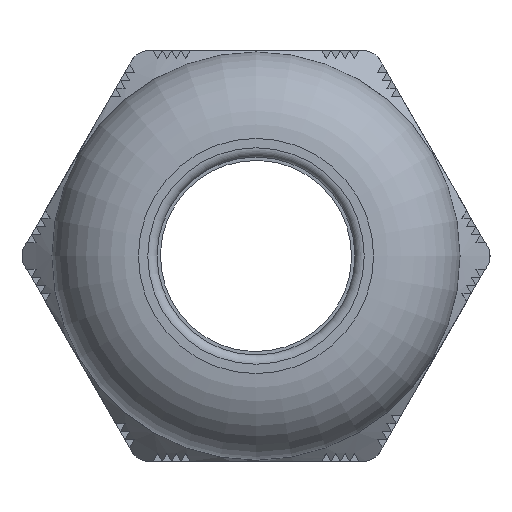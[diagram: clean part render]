
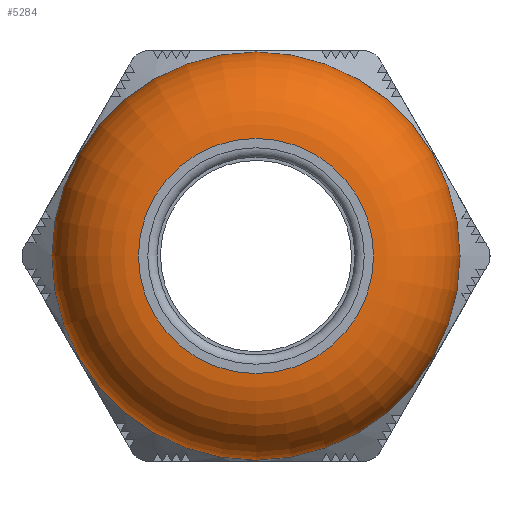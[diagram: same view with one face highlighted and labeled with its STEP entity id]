
A CAD part, left-side view. The second image highlights one B-rep face of the part: STEP entity #5284.
In plain terms, the highlighted toroidal (fillet/blend) face has major radius 6.173 mm and minor radius 4.762 mm.
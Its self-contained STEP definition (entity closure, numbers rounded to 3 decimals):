
#1349=FACE_BOUND('',#1828,.T.);
#1525=FACE_OUTER_BOUND('',#1827,.T.);
#1827=EDGE_LOOP('',(#4374));
#1828=EDGE_LOOP('',(#4375));
#2007=CIRCLE('',#5490,6.3);
#2058=CIRCLE('',#5677,10.935);
#2212=VERTEX_POINT('',#8749);
#2476=VERTEX_POINT('',#10156);
#2757=EDGE_CURVE('',#2212,#2212,#2007,.T.);
#3153=EDGE_CURVE('',#2476,#2476,#2058,.T.);
#4374=ORIENTED_EDGE('',*,*,#3153,.F.);
#4375=ORIENTED_EDGE('',*,*,#2757,.T.);
#5116=TOROIDAL_SURFACE('',#5676,6.173,4.762);
#5284=ADVANCED_FACE('',(#1525,#1349),#5116,.T.);
#5490=AXIS2_PLACEMENT_3D('',#8750,#5987,#5988);
#5676=AXIS2_PLACEMENT_3D('',#10155,#6613,#6614);
#5677=AXIS2_PLACEMENT_3D('',#10157,#6615,#6616);
#5987=DIRECTION('center_axis',(1.,0.,0.));
#5988=DIRECTION('ref_axis',(0.,0.,-1.));
#6613=DIRECTION('center_axis',(1.,0.,0.));
#6614=DIRECTION('ref_axis',(0.,0.,-1.));
#6615=DIRECTION('center_axis',(1.,0.,0.));
#6616=DIRECTION('ref_axis',(0.,0.,-1.));
#8749=CARTESIAN_POINT('',(-16.99,6.3,0.));
#8750=CARTESIAN_POINT('Origin',(-16.99,0.,0.));
#10155=CARTESIAN_POINT('Origin',(-12.23,0.,0.));
#10156=CARTESIAN_POINT('',(-12.23,10.935,0.));
#10157=CARTESIAN_POINT('Origin',(-12.23,0.,0.));
